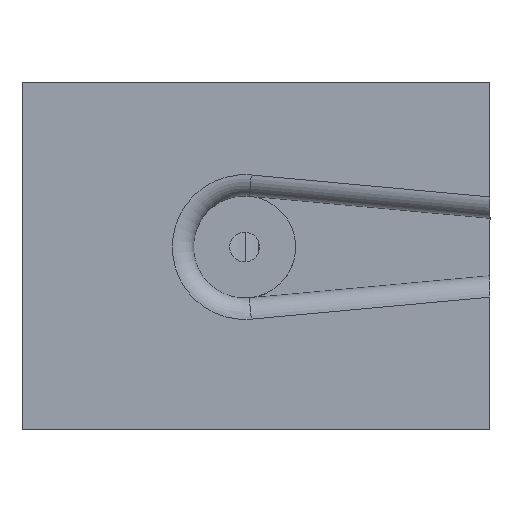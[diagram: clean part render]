
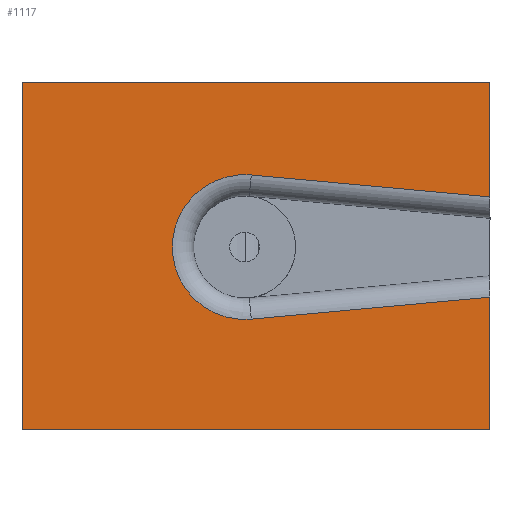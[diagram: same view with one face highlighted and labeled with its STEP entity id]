
A CAD part, front view. The second image highlights one B-rep face of the part: STEP entity #1117.
In plain terms, the highlighted face is planar.
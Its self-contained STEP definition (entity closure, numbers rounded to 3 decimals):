
#35=PLANE('',#1205);
#75=FACE_OUTER_BOUND('',#137,.T.);
#137=EDGE_LOOP('',(#800,#801,#802,#803,#804,#805,#806,#807));
#204=CIRCLE('',#1190,5.1);
#256=LINE('',#1672,#363);
#257=LINE('',#1685,#364);
#266=LINE('',#1705,#373);
#274=LINE('',#1720,#381);
#277=LINE('',#1732,#384);
#278=LINE('',#1734,#385);
#279=LINE('',#1735,#386);
#363=VECTOR('',#1318,10.);
#364=VECTOR('',#1333,10.);
#373=VECTOR('',#1352,10.);
#381=VECTOR('',#1360,10.);
#384=VECTOR('',#1375,10.);
#385=VECTOR('',#1376,10.);
#386=VECTOR('',#1377,10.);
#475=VERTEX_POINT('',#1665);
#478=VERTEX_POINT('',#1670);
#480=VERTEX_POINT('',#1675);
#483=VERTEX_POINT('',#1683);
#489=VERTEX_POINT('',#1704);
#496=VERTEX_POINT('',#1718);
#499=VERTEX_POINT('',#1731);
#500=VERTEX_POINT('',#1733);
#586=EDGE_CURVE('',#478,#475,#256,.T.);
#588=EDGE_CURVE('',#480,#478,#204,.T.);
#592=EDGE_CURVE('',#483,#480,#257,.T.);
#603=EDGE_CURVE('',#489,#475,#266,.T.);
#611=EDGE_CURVE('',#483,#496,#274,.T.);
#616=EDGE_CURVE('',#496,#499,#277,.T.);
#617=EDGE_CURVE('',#499,#500,#278,.T.);
#618=EDGE_CURVE('',#500,#489,#279,.T.);
#800=ORIENTED_EDGE('',*,*,#592,.F.);
#801=ORIENTED_EDGE('',*,*,#611,.T.);
#802=ORIENTED_EDGE('',*,*,#616,.T.);
#803=ORIENTED_EDGE('',*,*,#617,.T.);
#804=ORIENTED_EDGE('',*,*,#618,.T.);
#805=ORIENTED_EDGE('',*,*,#603,.T.);
#806=ORIENTED_EDGE('',*,*,#586,.F.);
#807=ORIENTED_EDGE('',*,*,#588,.F.);
#1117=ADVANCED_FACE('',(#75),#35,.T.);
#1190=AXIS2_PLACEMENT_3D('',#1677,#1323,#1324);
#1205=AXIS2_PLACEMENT_3D('',#1730,#1373,#1374);
#1318=DIRECTION('',(0.091,0.,0.996));
#1323=DIRECTION('center_axis',(0.,1.,0.));
#1324=DIRECTION('ref_axis',(0.,0.,-1.));
#1333=DIRECTION('',(0.091,0.,-0.996));
#1352=DIRECTION('',(1.,0.,0.));
#1360=DIRECTION('',(1.,0.,0.));
#1373=DIRECTION('center_axis',(0.,1.,0.));
#1374=DIRECTION('ref_axis',(0.,0.,
1.));
#1375=DIRECTION('',(0.,0.,-1.));
#1376=DIRECTION('',(-1.,0.,0.));
#1377=DIRECTION('',(0.,0.,1.));
#1665=CARTESIAN_POINT('',(-57.493,29.209,12.45));
#1670=CARTESIAN_POINT('',(-59.038,29.209,-4.379));
#1672=CARTESIAN_POINT('',(-58.636,29.209,-0.006));
#1675=CARTESIAN_POINT('',(-48.881,29.209,-4.379));
#1677=CARTESIAN_POINT('Origin',(-53.959,29.209,-4.845));
#1683=CARTESIAN_POINT('',(-50.425,29.209,12.45));
#1685=CARTESIAN_POINT('',(-49.598,29.209,3.44));
#1704=CARTESIAN_POINT('',(-66.85,29.209,12.45));
#1705=CARTESIAN_POINT('',(-56.084,29.209,12.45));
#1718=CARTESIAN_POINT('',(-42.33,29.209,12.45));
#1720=CARTESIAN_POINT('',(-65.9,29.209,12.45));
#1730=CARTESIAN_POINT('Origin',(-57.215,29.209,-5.838));
#1731=CARTESIAN_POINT('',(-42.33,29.209,-20.536));
#1732=CARTESIAN_POINT('',(-42.33,29.209,-5.838));
#1733=CARTESIAN_POINT('',(-66.85,29.209,-20.536));
#1734=CARTESIAN_POINT('',(-63.75,29.209,-20.536));
#1735=CARTESIAN_POINT('',(-66.85,29.209,-12.687));
